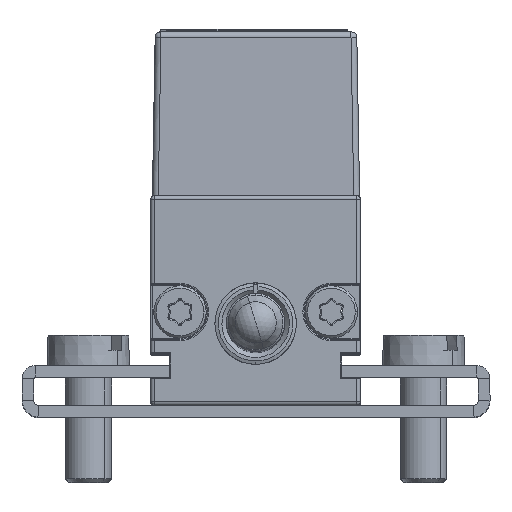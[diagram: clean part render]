
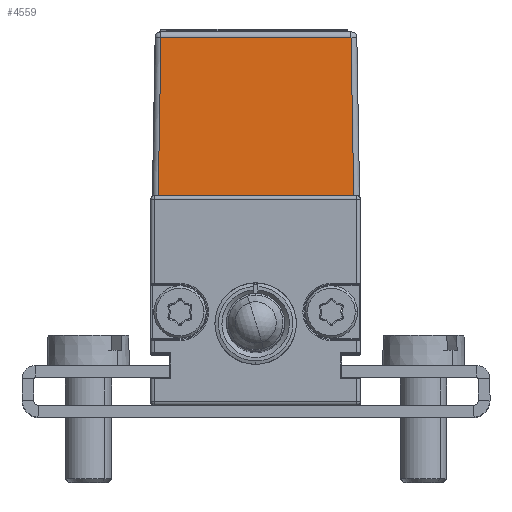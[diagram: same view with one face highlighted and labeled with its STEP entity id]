
A CAD part, top view. The second image highlights one B-rep face of the part: STEP entity #4559.
In plain terms, the highlighted planar face has unit normal (0, 0.018, 1).
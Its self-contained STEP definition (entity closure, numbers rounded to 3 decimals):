
#1302 = DIRECTION ( 'NONE',  ( -0.017, -1., 0.017 ) ) ;
#1424 = FACE_OUTER_BOUND ( 'NONE', #1621, .T. ) ;
#1587 = VECTOR ( 'NONE', #12286, 1000. ) ;
#1621 = EDGE_LOOP ( 'NONE', ( #4747, #14919, #3024, #10123 ) ) ;
#2915 = VECTOR ( 'NONE', #10773, 1000. ) ;
#3024 = ORIENTED_EDGE ( 'NONE', *, *, #5146, .T. ) ;
#3193 = VECTOR ( 'NONE', #1302, 1000. ) ;
#4099 = CARTESIAN_POINT ( 'NONE',  ( -8.868, 18., 58.009 ) ) ;
#4159 = VERTEX_POINT ( 'NONE', #6944 ) ;
#4559 = ADVANCED_FACE ( 'NONE', ( #1424 ), #25009, .T. ) ;
#4747 = ORIENTED_EDGE ( 'NONE', *, *, #11617, .T. ) ;
#5146 = EDGE_CURVE ( 'NONE', #26137, #26266, #9173, .T. ) ;
#6944 = CARTESIAN_POINT ( 'NONE',  ( 8.189, 31.583, 57.771 ) ) ;
#7565 = CARTESIAN_POINT ( 'NONE',  ( -8.868, 18., 58.009 ) ) ;
#9167 = AXIS2_PLACEMENT_3D ( 'NONE', #7565, #22911, #9821 ) ;
#9173 = LINE ( 'NONE', #10239, #3193 ) ;
#9205 = VECTOR ( 'NONE', #21587, 1000. ) ;
#9821 = DIRECTION ( 'NONE',  ( 0., -1., 0.017 ) ) ;
#10123 = ORIENTED_EDGE ( 'NONE', *, *, #16593, .T. ) ;
#10239 = CARTESIAN_POINT ( 'NONE',  ( -8.366, 17.991, 58.009 ) ) ;
#10773 = DIRECTION ( 'NONE',  ( -1., 0., 0. ) ) ;
#11617 = EDGE_CURVE ( 'NONE', #25213, #4159, #13515, .T. ) ;
#12286 = DIRECTION ( 'NONE',  ( -0.017, 1., -0.017 ) ) ;
#13515 = LINE ( 'NONE', #25285, #1587 ) ;
#14820 = LINE ( 'NONE', #23842, #2915 ) ;
#14919 = ORIENTED_EDGE ( 'NONE', *, *, #25660, .T. ) ;
#16593 = EDGE_CURVE ( 'NONE', #26266, #25213, #26635, .T. ) ;
#21453 = CARTESIAN_POINT ( 'NONE',  ( -8.129, 31.583, 57.771 ) ) ;
#21587 = DIRECTION ( 'NONE',  ( 1., 0., 0. ) ) ;
#21805 = CARTESIAN_POINT ( 'NONE',  ( 8.426, 18., 58.009 ) ) ;
#22911 = DIRECTION ( 'NONE',  ( 0., 0.017, 1. ) ) ;
#23842 = CARTESIAN_POINT ( 'NONE',  ( -8.868, 31.583, 57.771 ) ) ;
#25009 = PLANE ( 'NONE',  #9167 ) ;
#25213 = VERTEX_POINT ( 'NONE', #21805 ) ;
#25285 = CARTESIAN_POINT ( 'NONE',  ( 8.421, 18.302, 58.003 ) ) ;
#25660 = EDGE_CURVE ( 'NONE', #4159, #26137, #14820, .T. ) ;
#26137 = VERTEX_POINT ( 'NONE', #21453 ) ;
#26266 = VERTEX_POINT ( 'NONE', #26328 ) ;
#26328 = CARTESIAN_POINT ( 'NONE',  ( -8.366, 18., 58.009 ) ) ;
#26635 = LINE ( 'NONE', #4099, #9205 ) ;
